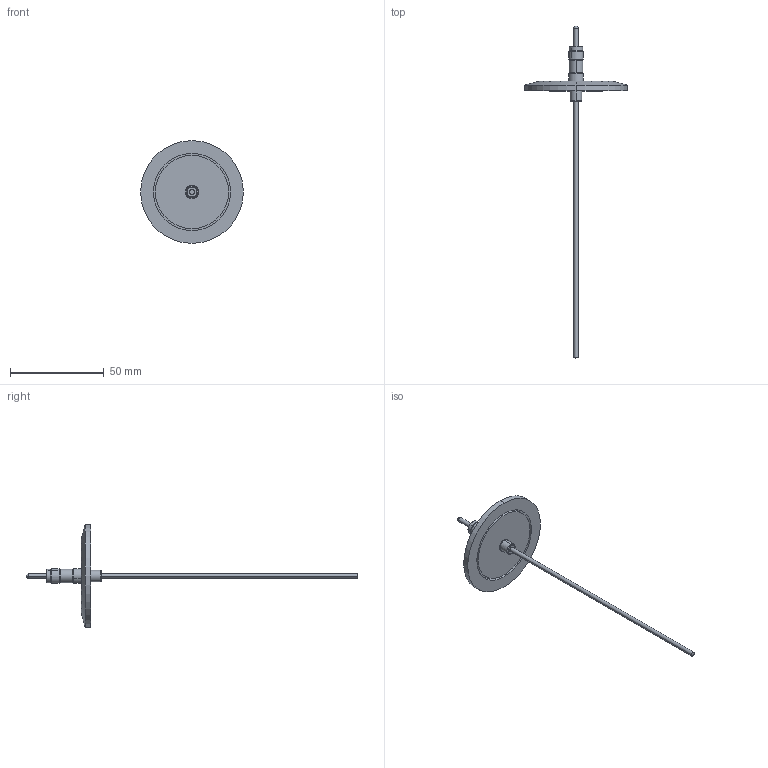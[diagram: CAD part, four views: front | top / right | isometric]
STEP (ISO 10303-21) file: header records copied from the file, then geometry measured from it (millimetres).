
FILE_DESCRIPTION (( 'STEP AP203' ), '1' );
FILE_NAME ('A5970-1-QF.STEP', '2013-06-17T11:54:19', ( '' ), ( '' ), 'SwSTEP 2.0', 'SolidWorks 2012', '' );
FILE_SCHEMA (( 'CONFIG_CONTROL_DESIGN' ));
Length unit declared in the file: inch
Products named in the file (1): A5970-1-QF
Bounding box: 54.86 x 177.29 x 54.86 mm (x, y, z)
Volume: 12005.7 mm3; surface area: 8359.3 mm2
Topology: 1 solids, 1 shells, 72 faces, 146 edges, 88 vertices
Faces by surface type: cylinder 36, cone 14, plane 14, torus 8
Entity records: 1981 total; most frequent: DIRECTION 388, CARTESIAN_POINT 307, ORIENTED_EDGE 292, AXIS2_PLACEMENT_3D 169, EDGE_CURVE 146, CIRCLE 96, VERTEX_POINT 88, EDGE_LOOP 84
